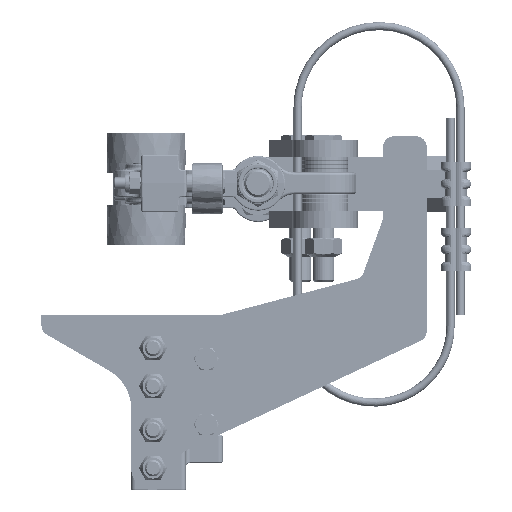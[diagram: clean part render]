
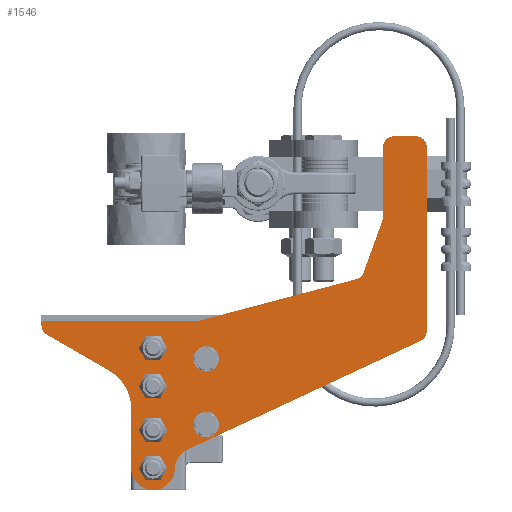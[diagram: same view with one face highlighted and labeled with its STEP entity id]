
A CAD part, left-side view. The second image highlights one B-rep face of the part: STEP entity #1546.
In plain terms, the highlighted planar face has unit normal (-1, 0, 0).
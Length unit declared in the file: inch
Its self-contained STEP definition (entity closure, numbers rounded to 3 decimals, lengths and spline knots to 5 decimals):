
#897=CARTESIAN_POINT('',(0.0,3.97174,21.65148));
#898=VERTEX_POINT('',#897);
#899=CARTESIAN_POINT('',(0.0,3.7608,21.65148));
#900=DIRECTION('',(1.0,0.0,0.0));
#901=DIRECTION('',(0.0,-1.0,0.0));
#902=AXIS2_PLACEMENT_3D('',#899,#900,#901);
#903=CIRCLE('',#902,0.21094);
#904=EDGE_CURVE('',#898,#898,#903,.T.);
#917=CARTESIAN_POINT('',(0.0,3.97174,22.52648));
#918=VERTEX_POINT('',#917);
#919=CARTESIAN_POINT('',(0.0,3.7608,22.52648));
#920=DIRECTION('',(1.0,0.0,0.0));
#921=DIRECTION('',(0.0,-1.0,0.0));
#922=AXIS2_PLACEMENT_3D('',#919,#920,#921);
#923=CIRCLE('',#922,0.21094);
#924=EDGE_CURVE('',#918,#918,#923,.T.);
#937=CARTESIAN_POINT('',(0.0,3.97174,24.40148));
#938=VERTEX_POINT('',#937);
#939=CARTESIAN_POINT('',(0.0,3.7608,24.40148));
#940=DIRECTION('',(1.0,0.0,0.0));
#941=DIRECTION('',(0.0,-1.0,0.0));
#942=AXIS2_PLACEMENT_3D('',#939,#940,#941);
#943=CIRCLE('',#942,0.21094);
#944=EDGE_CURVE('',#938,#938,#943,.T.);
#957=CARTESIAN_POINT('',(0.0,3.97174,23.52648));
#958=VERTEX_POINT('',#957);
#959=CARTESIAN_POINT('',(0.0,3.7608,23.52648));
#960=DIRECTION('',(1.0,0.0,0.0));
#961=DIRECTION('',(0.0,-1.0,0.0));
#962=AXIS2_PLACEMENT_3D('',#959,#960,#961);
#963=CIRCLE('',#962,0.21094);
#964=EDGE_CURVE('',#958,#958,#963,.T.);
#977=CARTESIAN_POINT('',(0.0,2.7145,24.15148));
#978=VERTEX_POINT('',#977);
#979=CARTESIAN_POINT('',(0.0,2.54262,24.15148));
#980=DIRECTION('',(1.0,0.0,0.0));
#981=DIRECTION('',(0.0,-1.0,0.0));
#982=AXIS2_PLACEMENT_3D('',#979,#980,#981);
#983=CIRCLE('',#982,0.17188);
#984=EDGE_CURVE('',#978,#978,#983,.T.);
#997=CARTESIAN_POINT('',(0.0,2.7145,22.65148));
#998=VERTEX_POINT('',#997);
#999=CARTESIAN_POINT('',(0.0,2.54262,22.65148));
#1000=DIRECTION('',(1.0,0.0,0.0));
#1001=DIRECTION('',(0.0,-1.0,0.0));
#1002=AXIS2_PLACEMENT_3D('',#999,#1000,#1001);
#1003=CIRCLE('',#1002,0.17188);
#1004=EDGE_CURVE('',#998,#998,#1003,.T.);
#1015=CARTESIAN_POINT('',(0.0,-1.50061,28.99523));
#1016=VERTEX_POINT('',#1015);
#1023=CARTESIAN_POINT('',(0.0,-1.75061,29.24523));
#1024=VERTEX_POINT('',#1023);
#1025=CARTESIAN_POINT('',(0.0,-1.75061,28.99523));
#1026=DIRECTION('',(1.0,0.0,0.0));
#1027=DIRECTION('',(0.0,1.0,0.0));
#1028=AXIS2_PLACEMENT_3D('',#1025,#1026,#1027);
#1029=CIRCLE('',#1028,0.25);
#1030=EDGE_CURVE('',#1016,#1024,#1029,.T.);
#1047=CARTESIAN_POINT('',(0.0,-1.50061,27.39245));
#1048=VERTEX_POINT('',#1047);
#1055=CARTESIAN_POINT('',(0.0,-1.50061,27.39245));
#1056=DIRECTION('',(0.0,0.,1.0));
#1057=VECTOR('',#1056,1.60278);
#1058=LINE('',#1055,#1057);
#1059=EDGE_CURVE('',#1048,#1016,#1058,.T.);
#1071=CARTESIAN_POINT('',(0.0,-1.48554,27.30694));
#1072=VERTEX_POINT('',#1071);
#1079=CARTESIAN_POINT('',(0.0,-1.25061,27.39245));
#1080=DIRECTION('',(-1.0,0.0,0.0));
#1081=DIRECTION('',(0.0,1.0,0.0));
#1082=AXIS2_PLACEMENT_3D('',#1079,#1080,#1081);
#1083=CIRCLE('',#1082,0.25);
#1084=EDGE_CURVE('',#1072,#1048,#1083,.T.);
#1096=CARTESIAN_POINT('',(0.0,-1.05673,26.12882));
#1097=VERTEX_POINT('',#1096);
#1104=CARTESIAN_POINT('',(0.0,-1.05673,26.12882));
#1105=DIRECTION('',(0.0,-0.342,0.94));
#1106=VECTOR('',#1105,1.25374);
#1107=LINE('',#1104,#1106);
#1108=EDGE_CURVE('',#1097,#1072,#1107,.T.);
#1120=CARTESIAN_POINT('',(0.0,-0.88565,25.97261));
#1121=VERTEX_POINT('',#1120);
#1128=CARTESIAN_POINT('',(0.0,-0.82181,26.21432));
#1129=DIRECTION('',(-1.0,0.0,0.0));
#1130=DIRECTION('',(0.0,0.94,0.342));
#1131=AXIS2_PLACEMENT_3D('',#1128,#1129,#1130);
#1132=CIRCLE('',#1131,0.25);
#1133=EDGE_CURVE('',#1121,#1097,#1132,.T.);
#1146=CARTESIAN_POINT('',(0.0,2.66554,25.03476));
#1147=VERTEX_POINT('',#1146);
#1154=CARTESIAN_POINT('',(0.0,2.66554,25.03476));
#1155=DIRECTION('',(0.0,-0.967,0.255));
#1156=VECTOR('',#1155,3.67293);
#1157=LINE('',#1154,#1156);
#1158=EDGE_CURVE('',#1147,#1121,#1157,.T.);
#1170=CARTESIAN_POINT('',(0.0,2.72937,25.02648));
#1171=VERTEX_POINT('',#1170);
#1178=CARTESIAN_POINT('',(0.0,2.72937,25.27648));
#1179=DIRECTION('',(-1.0,0.0,0.0));
#1180=DIRECTION('',(0.0,0.255,0.967));
#1181=AXIS2_PLACEMENT_3D('',#1178,#1179,#1180);
#1182=CIRCLE('',#1181,0.25);
#1183=EDGE_CURVE('',#1171,#1147,#1182,.T.);
#1195=CARTESIAN_POINT('',(0.0,6.31189,25.02648));
#1196=VERTEX_POINT('',#1195);
#1203=CARTESIAN_POINT('',(0.0,6.31189,25.02648));
#1204=DIRECTION('',(0.0,-1.0,0.0));
#1205=VECTOR('',#1204,3.58252);
#1206=LINE('',#1203,#1205);
#1207=EDGE_CURVE('',#1196,#1171,#1206,.T.);
#1219=CARTESIAN_POINT('',(0.0,6.31189,24.92081));
#1220=VERTEX_POINT('',#1219);
#1227=CARTESIAN_POINT('',(0.0,6.31189,24.92081));
#1228=DIRECTION('',(0.0,0.0,1.0));
#1229=VECTOR('',#1228,0.10566);
#1230=LINE('',#1227,#1229);
#1231=EDGE_CURVE('',#1220,#1196,#1230,.T.);
#1244=CARTESIAN_POINT('',(0.0,6.18689,24.70431));
#1245=VERTEX_POINT('',#1244);
#1252=CARTESIAN_POINT('',(0.0,6.06189,24.92081));
#1253=DIRECTION('',(1.,0.0,0.0));
#1254=DIRECTION('',(0.0,0.5,-0.866));
#1255=AXIS2_PLACEMENT_3D('',#1252,#1253,#1254);
#1256=CIRCLE('',#1255,0.25);
#1257=EDGE_CURVE('',#1245,#1220,#1256,.T.);
#1269=CARTESIAN_POINT('',(0.0,4.76076,23.88093));
#1270=VERTEX_POINT('',#1269);
#1277=CARTESIAN_POINT('',(0.0,4.76076,23.88093));
#1278=DIRECTION('',(0.0,0.866,0.5));
#1279=VECTOR('',#1278,1.64675);
#1280=LINE('',#1277,#1279);
#1281=EDGE_CURVE('',#1270,#1245,#1280,.T.);
#1293=CARTESIAN_POINT('',(0.0,4.26076,23.01491));
#1294=VERTEX_POINT('',#1293);
#1301=CARTESIAN_POINT('',(0.0,5.26076,23.01491));
#1302=DIRECTION('',(-1.0,0.0,0.0));
#1303=DIRECTION('',(0.0,0.5,-0.866));
#1304=AXIS2_PLACEMENT_3D('',#1301,#1302,#1303);
#1305=CIRCLE('',#1304,1.);
#1306=EDGE_CURVE('',#1294,#1270,#1305,.T.);
#1318=CARTESIAN_POINT('',(0.0,4.26076,21.65148));
#1319=VERTEX_POINT('',#1318);
#1326=CARTESIAN_POINT('',(0.0,4.26076,21.65148));
#1327=DIRECTION('',(0.0,0.0,1.0));
#1328=VECTOR('',#1327,1.36343);
#1329=LINE('',#1326,#1328);
#1330=EDGE_CURVE('',#1319,#1294,#1329,.T.);
#1342=CARTESIAN_POINT('',(0.0,3.26099,21.63644));
#1343=VERTEX_POINT('',#1342);
#1350=CARTESIAN_POINT('',(0.0,3.76076,21.65148));
#1351=DIRECTION('',(1.0,0.0,0.0));
#1352=DIRECTION('',(0.0,-1.,-0.03));
#1353=AXIS2_PLACEMENT_3D('',#1350,#1351,#1352);
#1354=CIRCLE('',#1353,0.5);
#1355=EDGE_CURVE('',#1343,#1319,#1354,.T.);
#1367=CARTESIAN_POINT('',(0.0,2.97252,22.07456));
#1368=VERTEX_POINT('',#1367);
#1375=CARTESIAN_POINT('',(0.0,2.76121,21.62141));
#1376=DIRECTION('',(-1.,0.0,0.0));
#1377=DIRECTION('',(0.0,-1.,-0.03));
#1378=AXIS2_PLACEMENT_3D('',#1375,#1376,#1377);
#1379=CIRCLE('',#1378,0.5);
#1380=EDGE_CURVE('',#1368,#1343,#1379,.T.);
#1392=CARTESIAN_POINT('',(0.0,-2.35627,24.55942));
#1393=VERTEX_POINT('',#1392);
#1400=CARTESIAN_POINT('',(0.0,-2.35627,24.55942));
#1401=DIRECTION('',(0.0,0.906,-0.423));
#1402=VECTOR('',#1401,5.87967);
#1403=LINE('',#1400,#1402);
#1404=EDGE_CURVE('',#1393,#1368,#1403,.T.);
#1416=CARTESIAN_POINT('',(0.0,-2.50061,24.78599));
#1417=VERTEX_POINT('',#1416);
#1424=CARTESIAN_POINT('',(0.0,-2.25061,24.78599));
#1425=DIRECTION('',(1.0,0.0,0.0));
#1426=DIRECTION('',(0.0,-1.0,0.0));
#1427=AXIS2_PLACEMENT_3D('',#1424,#1425,#1426);
#1428=CIRCLE('',#1427,0.25);
#1429=EDGE_CURVE('',#1417,#1393,#1428,.T.);
#1441=CARTESIAN_POINT('',(0.0,-2.50061,28.99523));
#1442=VERTEX_POINT('',#1441);
#1449=CARTESIAN_POINT('',(0.0,-2.50061,28.99523));
#1450=DIRECTION('',(0.0,0.0,-1.0));
#1451=VECTOR('',#1450,4.20923);
#1452=LINE('',#1449,#1451);
#1453=EDGE_CURVE('',#1442,#1417,#1452,.T.);
#1465=CARTESIAN_POINT('',(0.0,-2.25061,29.24523));
#1466=VERTEX_POINT('',#1465);
#1473=CARTESIAN_POINT('',(0.0,-2.25061,28.99523));
#1474=DIRECTION('',(1.0,0.0,0.0));
#1475=DIRECTION('',(0.0,0.0,1.0));
#1476=AXIS2_PLACEMENT_3D('',#1473,#1474,#1475);
#1477=CIRCLE('',#1476,0.25);
#1478=EDGE_CURVE('',#1466,#1442,#1477,.T.);
#1491=CARTESIAN_POINT('',(0.0,-1.75061,29.24523));
#1492=DIRECTION('',(0.0,-1.0,0.0));
#1493=VECTOR('',#1492,0.5);
#1494=LINE('',#1491,#1493);
#1495=EDGE_CURVE('',#1024,#1466,#1494,.T.);
#1501=CARTESIAN_POINT('',(0.0,1.13862,24.97214));
#1502=DIRECTION('',(1.0,0.0,0.0));
#1503=DIRECTION('',(0.0,0.0,-1.0));
#1504=AXIS2_PLACEMENT_3D('',#1501,#1502,#1503);
#1505=PLANE('',#1504);
#1506=ORIENTED_EDGE('',*,*,#1495,.F.);
#1507=ORIENTED_EDGE('',*,*,#1030,.F.);
#1508=ORIENTED_EDGE('',*,*,#1059,.F.);
#1509=ORIENTED_EDGE('',*,*,#1084,.F.);
#1510=ORIENTED_EDGE('',*,*,#1108,.F.);
#1511=ORIENTED_EDGE('',*,*,#1133,.F.);
#1512=ORIENTED_EDGE('',*,*,#1158,.F.);
#1513=ORIENTED_EDGE('',*,*,#1183,.F.);
#1514=ORIENTED_EDGE('',*,*,#1207,.F.);
#1515=ORIENTED_EDGE('',*,*,#1231,.F.);
#1516=ORIENTED_EDGE('',*,*,#1257,.F.);
#1517=ORIENTED_EDGE('',*,*,#1281,.F.);
#1518=ORIENTED_EDGE('',*,*,#1306,.F.);
#1519=ORIENTED_EDGE('',*,*,#1330,.F.);
#1520=ORIENTED_EDGE('',*,*,#1355,.F.);
#1521=ORIENTED_EDGE('',*,*,#1380,.F.);
#1522=ORIENTED_EDGE('',*,*,#1404,.F.);
#1523=ORIENTED_EDGE('',*,*,#1429,.F.);
#1524=ORIENTED_EDGE('',*,*,#1453,.F.);
#1525=ORIENTED_EDGE('',*,*,#1478,.F.);
#1526=EDGE_LOOP('',(#1506,#1507,#1508,#1509,#1510,#1511,#1512,#1513,#1514,#1515,#1516,#1517,#1518,#1519,#1520,#1521,#1522,#1523,#1524,#1525));
#1527=FACE_OUTER_BOUND('',#1526,.T.);
#1528=ORIENTED_EDGE('',*,*,#904,.T.);
#1529=EDGE_LOOP('',(#1528));
#1530=FACE_BOUND('',#1529,.T.);
#1531=ORIENTED_EDGE('',*,*,#924,.T.);
#1532=EDGE_LOOP('',(#1531));
#1533=FACE_BOUND('',#1532,.T.);
#1534=ORIENTED_EDGE('',*,*,#944,.T.);
#1535=EDGE_LOOP('',(#1534));
#1536=FACE_BOUND('',#1535,.T.);
#1537=ORIENTED_EDGE('',*,*,#964,.T.);
#1538=EDGE_LOOP('',(#1537));
#1539=FACE_BOUND('',#1538,.T.);
#1540=ORIENTED_EDGE('',*,*,#984,.T.);
#1541=EDGE_LOOP('',(#1540));
#1542=FACE_BOUND('',#1541,.T.);
#1543=ORIENTED_EDGE('',*,*,#1004,.T.);
#1544=EDGE_LOOP('',(#1543));
#1545=FACE_BOUND('',#1544,.T.);
#1546=ADVANCED_FACE('',(#1527,#1530,#1533,#1536,#1539,#1542,#1545),#1505,.F.);
